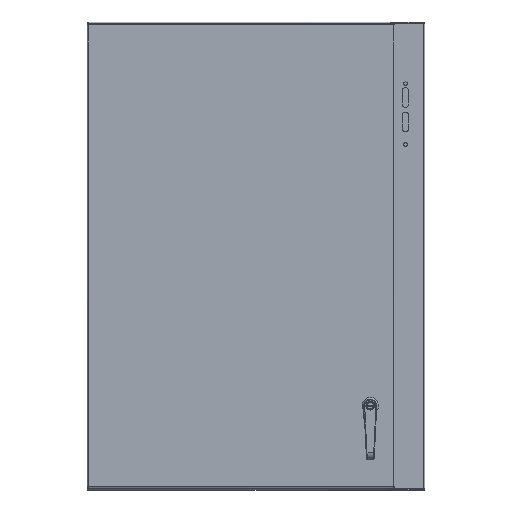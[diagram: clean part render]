
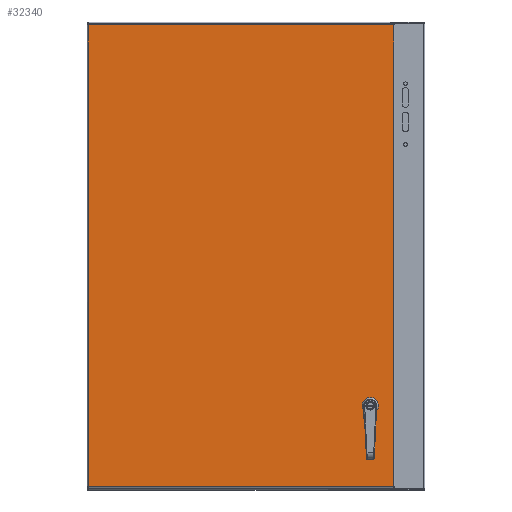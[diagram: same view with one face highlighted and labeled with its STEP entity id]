
A CAD part, top view. The second image highlights one B-rep face of the part: STEP entity #32340.
In plain terms, the highlighted planar face has unit normal (0, 0, 1).
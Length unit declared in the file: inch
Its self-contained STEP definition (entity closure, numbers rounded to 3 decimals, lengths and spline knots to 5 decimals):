
#6831 = FACE_BOUND ( 'NONE', #20437, .T. ) ;
#10765 = DIRECTION ( 'NONE',  ( 0., 0., 1. ) ) ;
#11913 = CARTESIAN_POINT ( 'NONE',  ( 17.84375, 6.87, 8.9175 ) ) ;
#12335 = CARTESIAN_POINT ( 'NONE',  ( 17.84375, 35.76975, 8.9175 ) ) ;
#14287 = CARTESIAN_POINT ( 'NONE',  ( 17.84375, 6.07, 8.9175 ) ) ;
#14657 = EDGE_CURVE ( 'NONE', #92772, #130916, #116021, .T. ) ;
#15537 = EDGE_CURVE ( 'NONE', #79436, #85767, #110533, .T. ) ;
#16431 = ORIENTED_EDGE ( 'NONE', *, *, #19281, .F. ) ;
#16672 = DIRECTION ( 'NONE',  ( 0., 0., 1. ) ) ;
#19281 = EDGE_CURVE ( 'NONE', #64376, #79436, #136692, .T. ) ;
#19612 = ORIENTED_EDGE ( 'NONE', *, *, #57236, .F. ) ;
#19716 = DIRECTION ( 'NONE',  ( 0., 1., 0. ) ) ;
#20437 = EDGE_LOOP ( 'NONE', ( #105032, #117859, #136808, #28908, #65128, #16431, #19612, #70666 ) ) ;
#21097 = CARTESIAN_POINT ( 'NONE',  ( 28.1875, 18., 8.9175 ) ) ;
#22132 = AXIS2_PLACEMENT_3D ( 'NONE', #137897, #92916, #42228 ) ;
#22917 = CARTESIAN_POINT ( 'NONE',  ( 27.57488, 6.87, 8.9175 ) ) ;
#24886 = CARTESIAN_POINT ( 'NONE',  ( 6.10525, 0.23025, 8.9175 ) ) ;
#28671 = VERTEX_POINT ( 'NONE', #136468 ) ;
#28908 = ORIENTED_EDGE ( 'NONE', *, *, #65754, .F. ) ;
#29244 = ORIENTED_EDGE ( 'NONE', *, *, #110390, .F. ) ;
#32340 = ADVANCED_FACE ( 'NONE', ( #6831, #92568 ), #82031, .F. ) ;
#33326 = CIRCLE ( 'NONE', #123231, 0.453 ) ;
#34284 = VECTOR ( 'NONE', #36867, 39.37008 ) ;
#36867 = DIRECTION ( 'NONE',  ( 1., 0., 0. ) ) ;
#41028 = CARTESIAN_POINT ( 'NONE',  ( 29.58225, 35.76975, 8.9175 ) ) ;
#42228 = DIRECTION ( 'NONE',  ( -1., 0., 0. ) ) ;
#42899 = LINE ( 'NONE', #137191, #96943 ) ;
#43151 = LINE ( 'NONE', #74783, #138291 ) ;
#47029 = VERTEX_POINT ( 'NONE', #41028 ) ;
#47536 = CARTESIAN_POINT ( 'NONE',  ( 28.1875, 6.68262, 8.9175 ) ) ;
#50258 = CARTESIAN_POINT ( 'NONE',  ( 27.57488, 6.07, 8.9175 ) ) ;
#53586 = DIRECTION ( 'NONE',  ( -1., 0., 0. ) ) ;
#54206 = CARTESIAN_POINT ( 'NONE',  ( 29.58225, 0.23025, 8.9175 ) ) ;
#54964 = CARTESIAN_POINT ( 'NONE',  ( 27.7875, 6.47, 8.9175 ) ) ;
#55462 = EDGE_CURVE ( 'NONE', #135537, #93695, #42899, .T. ) ;
#57236 = EDGE_CURVE ( 'NONE', #28671, #64376, #43151, .T. ) ;
#57721 = EDGE_CURVE ( 'NONE', #82918, #89709, #112132, .T. ) ;
#58995 = CARTESIAN_POINT ( 'NONE',  ( 17.84375, 0.23025, 8.9175 ) ) ;
#59902 = ORIENTED_EDGE ( 'NONE', *, *, #55462, .F. ) ;
#61778 = DIRECTION ( 'NONE',  ( -1., 0., 0. ) ) ;
#64071 = EDGE_CURVE ( 'NONE', #89709, #28671, #135240, .T. ) ;
#64282 = VECTOR ( 'NONE', #67865, 39.37008 ) ;
#64376 = VERTEX_POINT ( 'NONE', #102631 ) ;
#65128 = ORIENTED_EDGE ( 'NONE', *, *, #15537, .F. ) ;
#65754 = EDGE_CURVE ( 'NONE', #85767, #92772, #114943, .T. ) ;
#67865 = DIRECTION ( 'NONE',  ( -1., 0., 0. ) ) ;
#70111 = CARTESIAN_POINT ( 'NONE',  ( 27.7875, 6.47, 8.9175 ) ) ;
#70666 = ORIENTED_EDGE ( 'NONE', *, *, #64071, .F. ) ;
#71769 = VECTOR ( 'NONE', #107732, 39.37008 ) ;
#74783 = CARTESIAN_POINT ( 'NONE',  ( 27.3875, 18., 8.9175 ) ) ;
#74906 = CARTESIAN_POINT ( 'NONE',  ( 17.84375, 18., 8.9175 ) ) ;
#75422 = LINE ( 'NONE', #118312, #71769 ) ;
#75674 = VERTEX_POINT ( 'NONE', #54206 ) ;
#78378 = LINE ( 'NONE', #12335, #34284 ) ;
#79436 = VERTEX_POINT ( 'NONE', #50258 ) ;
#82031 = PLANE ( 'NONE',  #116309 ) ;
#82918 = VERTEX_POINT ( 'NONE', #93002 ) ;
#84141 = CARTESIAN_POINT ( 'NONE',  ( 27.7875, 6.47, 8.9175 ) ) ;
#85767 = VERTEX_POINT ( 'NONE', #106710 ) ;
#87374 = ORIENTED_EDGE ( 'NONE', *, *, #127947, .F. ) ;
#89709 = VERTEX_POINT ( 'NONE', #22917 ) ;
#92068 = ORIENTED_EDGE ( 'NONE', *, *, #132041, .F. ) ;
#92538 = AXIS2_PLACEMENT_3D ( 'NONE', #70111, #16672, #135530 ) ;
#92568 = FACE_OUTER_BOUND ( 'NONE', #107728, .T. ) ;
#92772 = VERTEX_POINT ( 'NONE', #107391 ) ;
#92916 = DIRECTION ( 'NONE',  ( 0., 0., 1. ) ) ;
#93002 = CARTESIAN_POINT ( 'NONE',  ( 28.00012, 6.87, 8.9175 ) ) ;
#93695 = VERTEX_POINT ( 'NONE', #111386 ) ;
#96943 = VECTOR ( 'NONE', #127330, 39.37008 ) ;
#100445 = VECTOR ( 'NONE', #61778, 39.37008 ) ;
#101404 = DIRECTION ( 'NONE',  ( 1., 0., 0. ) ) ;
#102598 = LINE ( 'NONE', #58995, #100445 ) ;
#102631 = CARTESIAN_POINT ( 'NONE',  ( 27.3875, 6.25738, 8.9175 ) ) ;
#104478 = DIRECTION ( 'NONE',  ( -1., 0., 0. ) ) ;
#105032 = ORIENTED_EDGE ( 'NONE', *, *, #57721, .F. ) ;
#106710 = CARTESIAN_POINT ( 'NONE',  ( 28.00012, 6.07, 8.9175 ) ) ;
#107391 = CARTESIAN_POINT ( 'NONE',  ( 28.1875, 6.25738, 8.9175 ) ) ;
#107728 = EDGE_LOOP ( 'NONE', ( #87374, #29244, #92068, #59902 ) ) ;
#107732 = DIRECTION ( 'NONE',  ( 0., -1., 0. ) ) ;
#110390 = EDGE_CURVE ( 'NONE', #47029, #75674, #75422, .T. ) ;
#110533 = LINE ( 'NONE', #14287, #110752 ) ;
#110752 = VECTOR ( 'NONE', #101404, 39.37008 ) ;
#111386 = CARTESIAN_POINT ( 'NONE',  ( 6.10525, 35.76975, 8.9175 ) ) ;
#112132 = LINE ( 'NONE', #11913, #64282 ) ;
#114943 = CIRCLE ( 'NONE', #126238, 0.453 ) ;
#116021 = LINE ( 'NONE', #21097, #123733 ) ;
#116309 = AXIS2_PLACEMENT_3D ( 'NONE', #74906, #129094, #117820 ) ;
#117820 = DIRECTION ( 'NONE',  ( -1., 0., 0. ) ) ;
#117859 = ORIENTED_EDGE ( 'NONE', *, *, #120339, .F. ) ;
#118312 = CARTESIAN_POINT ( 'NONE',  ( 29.58225, 18., 8.9175 ) ) ;
#120339 = EDGE_CURVE ( 'NONE', #130916, #82918, #33326, .T. ) ;
#123231 = AXIS2_PLACEMENT_3D ( 'NONE', #84141, #137595, #104478 ) ;
#123733 = VECTOR ( 'NONE', #19716, 39.37008 ) ;
#126238 = AXIS2_PLACEMENT_3D ( 'NONE', #54964, #10765, #53586 ) ;
#127330 = DIRECTION ( 'NONE',  ( 0., 1., 0. ) ) ;
#127947 = EDGE_CURVE ( 'NONE', #75674, #135537, #102598, .T. ) ;
#129094 = DIRECTION ( 'NONE',  ( 0., 0., -1. ) ) ;
#130916 = VERTEX_POINT ( 'NONE', #47536 ) ;
#132041 = EDGE_CURVE ( 'NONE', #93695, #47029, #78378, .T. ) ;
#135240 = CIRCLE ( 'NONE', #92538, 0.453 ) ;
#135530 = DIRECTION ( 'NONE',  ( -1., 0., 0. ) ) ;
#135537 = VERTEX_POINT ( 'NONE', #24886 ) ;
#136468 = CARTESIAN_POINT ( 'NONE',  ( 27.3875, 6.68262, 8.9175 ) ) ;
#136692 = CIRCLE ( 'NONE', #22132, 0.453 ) ;
#136808 = ORIENTED_EDGE ( 'NONE', *, *, #14657, .F. ) ;
#137191 = CARTESIAN_POINT ( 'NONE',  ( 6.10525, 18., 8.9175 ) ) ;
#137432 = DIRECTION ( 'NONE',  ( 0., -1., 0. ) ) ;
#137595 = DIRECTION ( 'NONE',  ( 0., 0., 1. ) ) ;
#137897 = CARTESIAN_POINT ( 'NONE',  ( 27.7875, 6.47, 8.9175 ) ) ;
#138291 = VECTOR ( 'NONE', #137432, 39.37008 ) ;
